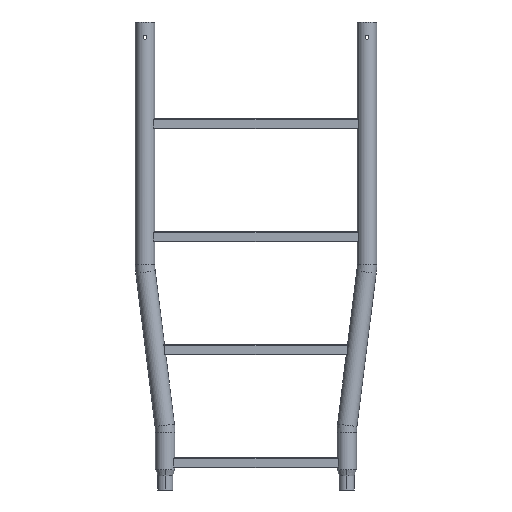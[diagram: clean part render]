
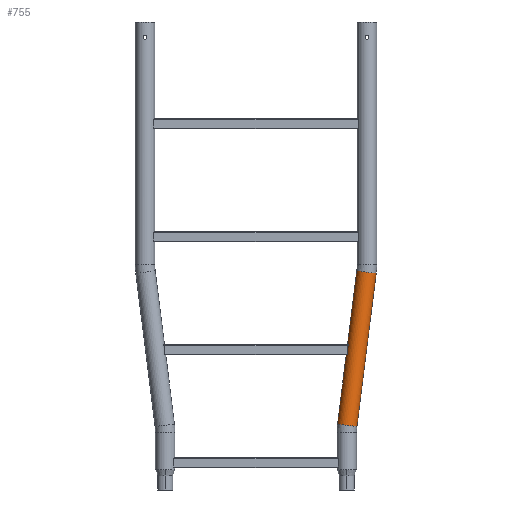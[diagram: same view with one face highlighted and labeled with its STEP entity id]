
A CAD part, left-side view. The second image highlights one B-rep face of the part: STEP entity #755.
In plain terms, the highlighted cylindrical face has radius 24.15 mm (diameter 48.3 mm), a partial arc.
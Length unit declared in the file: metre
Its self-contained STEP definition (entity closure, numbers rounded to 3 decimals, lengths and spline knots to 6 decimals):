
#9 = CARTESIAN_POINT ( 'NONE',  ( 0., -0.202166, 0.113508 ) ) ;
#100 = ORIENTED_EDGE ( 'NONE', *, *, #9035, .F. ) ;
#159 = AXIS2_PLACEMENT_3D ( 'NONE', #7256, #410, #3828 ) ;
#227 = CARTESIAN_POINT ( 'NONE',  ( 0., -0.202166, 0.113508 ) ) ;
#306 = EDGE_CURVE ( 'NONE', #7494, #1821, #2045, .T. ) ;
#410 = DIRECTION ( 'NONE',  ( 0., -0.125, 0.992 ) ) ;
#755 = ADVANCED_FACE ( 'NONE', ( #1431 ), #4686, .T. ) ;
#760 = DIRECTION ( 'NONE',  ( 0., -0.125, 0.992 ) ) ;
#1229 = EDGE_CURVE ( 'NONE', #7494, #5032, #10724, .T. ) ;
#1330 = DIRECTION ( 'NONE',  ( 0., -0.992, -0.125 ) ) ;
#1431 = FACE_OUTER_BOUND ( 'NONE', #1953, .T. ) ;
#1637 = DIRECTION ( 'NONE',  ( 0., -0.125, 0.992 ) ) ;
#1729 = VECTOR ( 'NONE', #1637, 1. ) ;
#1821 = VERTEX_POINT ( 'NONE', #5243 ) ;
#1953 = EDGE_LOOP ( 'NONE', ( #7656, #4233, #4248, #100 ) ) ;
#2045 = CIRCLE ( 'NONE', #5161, 0.02415 ) ;
#3058 = AXIS2_PLACEMENT_3D ( 'NONE', #8079, #7967, #1330 ) ;
#3828 = DIRECTION ( 'NONE',  ( 1., 0., 0. ) ) ;
#4233 = ORIENTED_EDGE ( 'NONE', *, *, #306, .T. ) ;
#4248 = ORIENTED_EDGE ( 'NONE', *, *, #8832, .T. ) ;
#4686 = CYLINDRICAL_SURFACE ( 'NONE', #3058, 0.02415 ) ;
#5032 = VERTEX_POINT ( 'NONE', #7710 ) ;
#5161 = AXIS2_PLACEMENT_3D ( 'NONE', #6288, #9774, #5473 ) ;
#5243 = CARTESIAN_POINT ( 'NONE',  ( 0., -0.250089, 0.107479 ) ) ;
#5473 = DIRECTION ( 'NONE',  ( 1., 0., 0. ) ) ;
#6288 = CARTESIAN_POINT ( 'NONE',  ( 0., -0.226127, 0.110493 ) ) ;
#6383 = CARTESIAN_POINT ( 'NONE',  ( 0., -0.297834, 0.486987 ) ) ;
#6386 = VECTOR ( 'NONE', #760, 1. ) ;
#7256 = CARTESIAN_POINT ( 'NONE',  ( 0., -0.273873, 0.490001 ) ) ;
#7494 = VERTEX_POINT ( 'NONE', #227 ) ;
#7656 = ORIENTED_EDGE ( 'NONE', *, *, #1229, .F. ) ;
#7710 = CARTESIAN_POINT ( 'NONE',  ( 0., -0.249911, 0.493016 ) ) ;
#7967 = DIRECTION ( 'NONE',  ( 0., -0.125, 0.992 ) ) ;
#8079 = CARTESIAN_POINT ( 'NONE',  ( 0., -0.226127, 0.110493 ) ) ;
#8832 = EDGE_CURVE ( 'NONE', #1821, #9113, #9193, .T. ) ;
#9035 = EDGE_CURVE ( 'NONE', #5032, #9113, #10230, .T. ) ;
#9113 = VERTEX_POINT ( 'NONE', #6383 ) ;
#9193 = LINE ( 'NONE', #10008, #6386 ) ;
#9774 = DIRECTION ( 'NONE',  ( 0., -0.125, 0.992 ) ) ;
#10008 = CARTESIAN_POINT ( 'NONE',  ( 0., -0.250089, 0.107479 ) ) ;
#10230 = CIRCLE ( 'NONE', #159, 0.02415 ) ;
#10724 = LINE ( 'NONE', #9, #1729 ) ;
